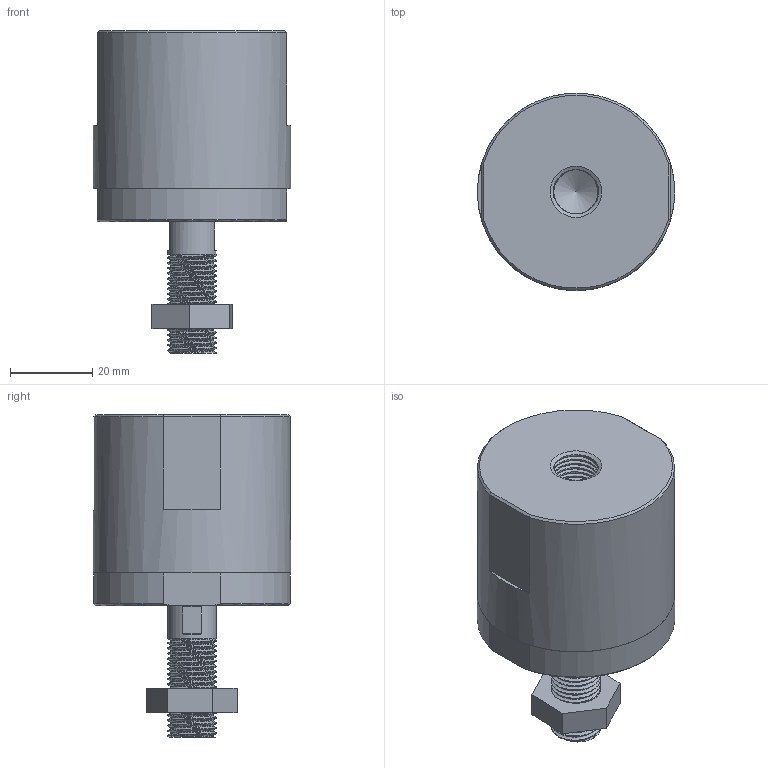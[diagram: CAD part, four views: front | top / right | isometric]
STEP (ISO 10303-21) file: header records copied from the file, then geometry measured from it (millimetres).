
FILE_DESCRIPTION(/* description */ (''),/* implementation_level */ '2;1');
FILE_NAME(/* name */ '10046 M12x1,25 Floatmatic.step',/* time_stamp */ '2020-08-02T08:11:43+02:00',/* author */ (''),/* organization */ (''),/* preprocessor_version */ 'ST-DEVELOPER v18.1',/* originating_system */ 'Autodesk Translation Framework v9.3.0.1241',/* authorisation */ '');
FILE_SCHEMA (('AUTOMOTIVE_DESIGN { 1 0 10303 214 3 1 1 }'));
Length unit declared in the file: millimetre
Products named in the file (7): 10046; 10047; 10035; 10034; 10033; 10048; M12 DIN439
Assembly tree (6 placements, depth 2):
  10046
    10047
    10035
    10034
    10033
    10048
    M12 DIN439
Bounding box: 48 x 48 x 78.5 mm (x, y, z)
Volume: 76972.2 mm3; surface area: 29015.8 mm2
Topology: 6 solids, 6 shells, 179 faces, 476 edges, 314 vertices
Faces by surface type: cylinder 119, plane 40, bspline 8, torus 6, cone 6
Full cylindrical faces by diameter (mm): 10.438 x19, 10.78 x19, 11.866 x19, 12 x1, 12.18 x18, 12.5 x1, 24 x1, 28 x2, 40 x1, 43 x1, 43.132 x4, 43.526 x5, 44.85 x3, 45.208 x5, 48 x1
Entity records: 17922 total; most frequent: CARTESIAN_POINT 13677, ORIENTED_EDGE 950, DIRECTION 675, EDGE_CURVE 475, VERTEX_POINT 314, AXIS2_PLACEMENT_3D 258, B_SPLINE_CURVE_WITH_KNOTS 238, EDGE_LOOP 191
